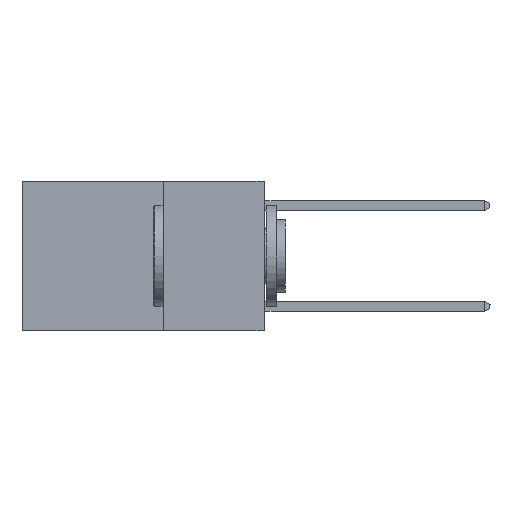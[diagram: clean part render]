
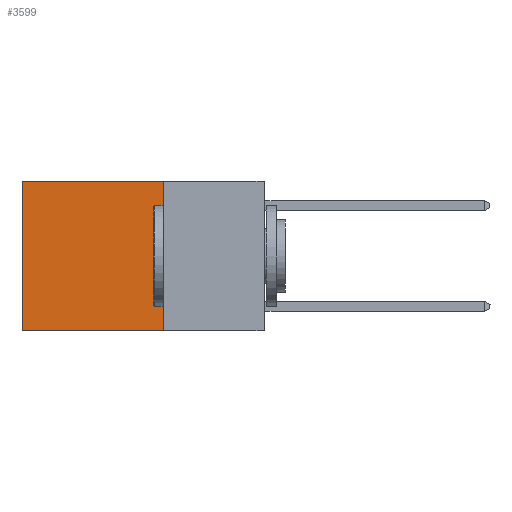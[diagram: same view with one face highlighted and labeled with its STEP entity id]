
A CAD part, left-side view. The second image highlights one B-rep face of the part: STEP entity #3599.
In plain terms, the highlighted planar face has unit normal (-1, 0, 0).
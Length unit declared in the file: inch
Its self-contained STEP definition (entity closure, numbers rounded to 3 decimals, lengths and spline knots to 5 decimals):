
#60 = EDGE_CURVE ( 'NONE', #2738, #2117, #3275, .T. ) ;
#108 = CARTESIAN_POINT ( 'NONE',  ( 0.2625, 0.6, 0. ) ) ;
#111 = VECTOR ( 'NONE', #8571, 39.37008 ) ;
#292 = FACE_OUTER_BOUND ( 'NONE', #9276, .T. ) ;
#443 = PLANE ( 'NONE',  #7788 ) ;
#1241 = VECTOR ( 'NONE', #7393, 39.37008 ) ;
#1697 = LINE ( 'NONE', #2256, #6116 ) ;
#2117 = VERTEX_POINT ( 'NONE', #7232 ) ;
#2167 = ORIENTED_EDGE ( 'NONE', *, *, #60, .F. ) ;
#2256 = CARTESIAN_POINT ( 'NONE',  ( 0.2625, 0.25, 0. ) ) ;
#2320 = CARTESIAN_POINT ( 'NONE',  ( 0.2625, 0.6, -0.37 ) ) ;
#2386 = DIRECTION ( 'NONE',  ( 0., 1., 0. ) ) ;
#2738 = VERTEX_POINT ( 'NONE', #3552 ) ;
#2749 = ORIENTED_EDGE ( 'NONE', *, *, #6182, .T. ) ;
#3275 = LINE ( 'NONE', #7551, #1241 ) ;
#3449 = DIRECTION ( 'NONE',  ( 1., 0., 0. ) ) ;
#3552 = CARTESIAN_POINT ( 'NONE',  ( 0.2625, 0.25, 0. ) ) ;
#3599 = ADVANCED_FACE ( 'NONE', ( #292 ), #443, .F. ) ;
#4259 = EDGE_CURVE ( 'NONE', #2117, #6241, #6576, .T. ) ;
#5769 = VERTEX_POINT ( 'NONE', #8794 ) ;
#6097 = VECTOR ( 'NONE', #6849, 39.37008 ) ;
#6116 = VECTOR ( 'NONE', #2386, 39.37008 ) ;
#6182 = EDGE_CURVE ( 'NONE', #2738, #5769, #1697, .T. ) ;
#6241 = VERTEX_POINT ( 'NONE', #2320 ) ;
#6576 = LINE ( 'NONE', #7558, #6097 ) ;
#6849 = DIRECTION ( 'NONE',  ( 0., 1., 0. ) ) ;
#7232 = CARTESIAN_POINT ( 'NONE',  ( 0.2625, 0.25, -0.37 ) ) ;
#7393 = DIRECTION ( 'NONE',  ( 0., 0., -1. ) ) ;
#7551 = CARTESIAN_POINT ( 'NONE',  ( 0.2625, 0.25, 0. ) ) ;
#7558 = CARTESIAN_POINT ( 'NONE',  ( 0.2625, 0.25, -0.37 ) ) ;
#7788 = AXIS2_PLACEMENT_3D ( 'NONE', #9722, #3449, #9680 ) ;
#8265 = LINE ( 'NONE', #108, #111 ) ;
#8443 = EDGE_CURVE ( 'NONE', #5769, #6241, #8265, .T. ) ;
#8571 = DIRECTION ( 'NONE',  ( 0., 0., -1. ) ) ;
#8610 = ORIENTED_EDGE ( 'NONE', *, *, #4259, .F. ) ;
#8794 = CARTESIAN_POINT ( 'NONE',  ( 0.2625, 0.6, 0. ) ) ;
#9276 = EDGE_LOOP ( 'NONE', ( #9811, #8610, #2167, #2749 ) ) ;
#9680 = DIRECTION ( 'NONE',  ( 0., 0., -1. ) ) ;
#9722 = CARTESIAN_POINT ( 'NONE',  ( 0.2625, 0.25, 0. ) ) ;
#9811 = ORIENTED_EDGE ( 'NONE', *, *, #8443, .T. ) ;
